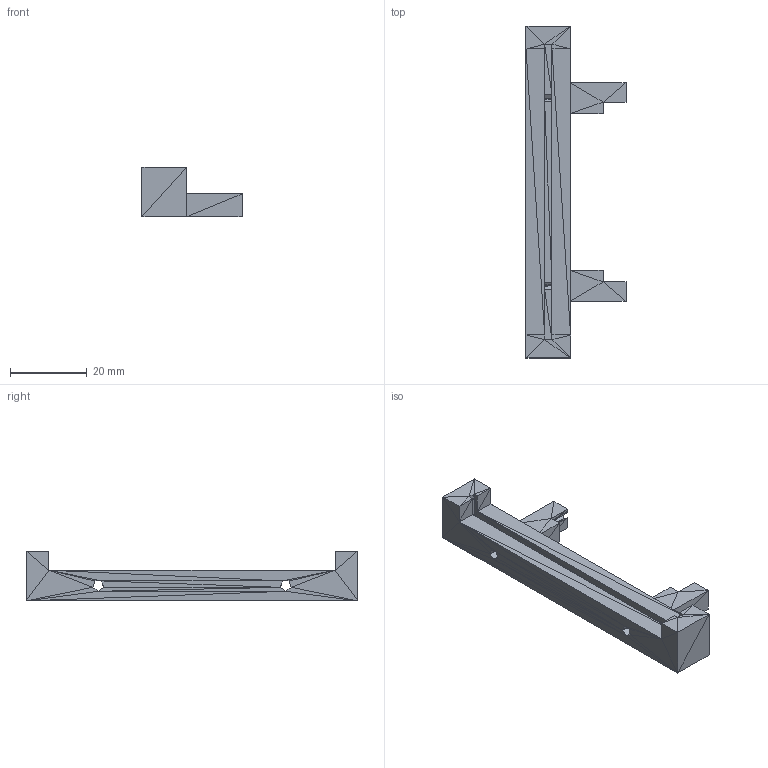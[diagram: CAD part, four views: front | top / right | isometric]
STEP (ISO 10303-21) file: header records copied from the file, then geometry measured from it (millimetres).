
FILE_DESCRIPTION(('FreeCAD Model'),'2;1');
FILE_NAME('pcb_mount.step', '2017-09-16T13:16:27',('Author'),(''), 'Open CASCADE STEP processor 6.8','FreeCAD','Unknown');
FILE_SCHEMA(('AUTOMOTIVE_DESIGN_CC2 { 1 2 10303 214 -1 1 5 4 }'));
Length unit declared in the file: millimetre
Products named in the file (1): pcb_mount001_(Solid)
Bounding box: 26.15 x 86.75 x 13 mm (x, y, z)
Volume: 9221.9 mm3; surface area: 5568.7 mm2
Topology: 1 solids, 1 shells, 212 faces, 318 edges, 100 vertices
Faces by surface type: plane 212
Entity records: 7967 total; most frequent: CARTESIAN_POINT 1585, DIRECTION 1062, ORIENTED_EDGE 636, LINE 636, VECTOR 636, PCURVE 636, DEFINITIONAL_REPRESENTATION 636, EDGE_CURVE 318
